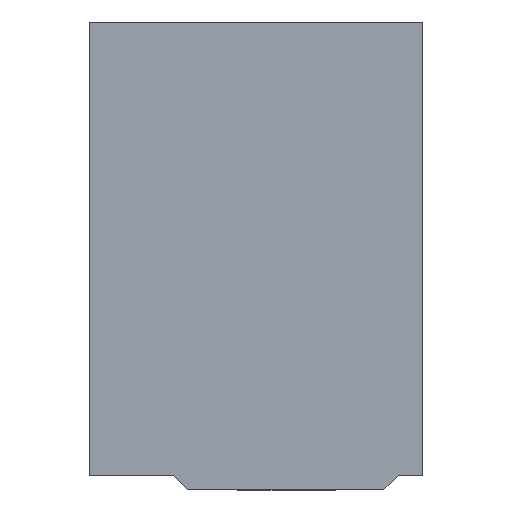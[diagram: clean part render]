
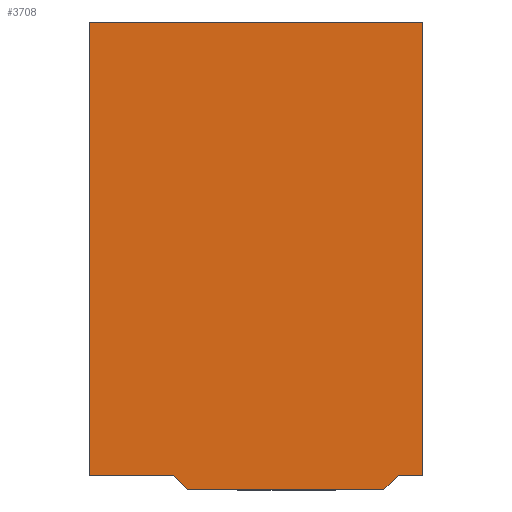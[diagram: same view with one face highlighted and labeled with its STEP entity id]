
A CAD part, front view. The second image highlights one B-rep face of the part: STEP entity #3708.
In plain terms, the highlighted planar face has unit normal (0, -1, 0).
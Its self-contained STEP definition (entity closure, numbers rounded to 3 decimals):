
#217 = LINE ( 'NONE', #4451, #3943 ) ;
#234 = EDGE_LOOP ( 'NONE', ( #3547, #4611, #3834, #1888, #1480, #4407, #1077, #6729 ) ) ;
#467 = CARTESIAN_POINT ( 'NONE',  ( 29.129, 0., -37.82 ) ) ;
#608 = EDGE_CURVE ( 'NONE', #2611, #1893, #3647, .T. ) ;
#674 = LINE ( 'NONE', #7363, #4417 ) ;
#865 = DIRECTION ( 'NONE',  ( -0.707, 0., -0.707 ) ) ;
#913 = EDGE_CURVE ( 'NONE', #1893, #6942, #4706, .T. ) ;
#1001 = CARTESIAN_POINT ( 'NONE',  ( -28.371, 0., 40.38 ) ) ;
#1039 = VERTEX_POINT ( 'NONE', #2989 ) ;
#1064 = DIRECTION ( 'NONE',  ( -1., 0., 0. ) ) ;
#1077 = ORIENTED_EDGE ( 'NONE', *, *, #4707, .F. ) ;
#1381 = CARTESIAN_POINT ( 'NONE',  ( 0., 0., 0. ) ) ;
#1480 = ORIENTED_EDGE ( 'NONE', *, *, #6148, .F. ) ;
#1496 = VERTEX_POINT ( 'NONE', #4373 ) ;
#1527 = DIRECTION ( 'NONE',  ( 1., 0., 0. ) ) ;
#1562 = DIRECTION ( 'NONE',  ( -1., 0., 0. ) ) ;
#1652 = CARTESIAN_POINT ( 'NONE',  ( -28.371, 0., -37.82 ) ) ;
#1888 = ORIENTED_EDGE ( 'NONE', *, *, #6691, .F. ) ;
#1893 = VERTEX_POINT ( 'NONE', #5635 ) ;
#1978 = DIRECTION ( 'NONE',  ( 0., 1., 0. ) ) ;
#2128 = CARTESIAN_POINT ( 'NONE',  ( 24.929, 0., -37.82 ) ) ;
#2191 = LINE ( 'NONE', #3462, #7717 ) ;
#2276 = CARTESIAN_POINT ( 'NONE',  ( -28.371, 0., -37.82 ) ) ;
#2499 = EDGE_CURVE ( 'NONE', #1039, #1496, #3403, .T. ) ;
#2517 = CARTESIAN_POINT ( 'NONE',  ( 22.429, 0., -40.32 ) ) ;
#2611 = VERTEX_POINT ( 'NONE', #6512 ) ;
#2688 = EDGE_CURVE ( 'NONE', #6942, #1039, #217, .T. ) ;
#2989 = CARTESIAN_POINT ( 'NONE',  ( -28.371, 0., 40.38 ) ) ;
#3010 = CARTESIAN_POINT ( 'NONE',  ( -13.871, 0., -37.82 ) ) ;
#3017 = VERTEX_POINT ( 'NONE', #6871 ) ;
#3107 = LINE ( 'NONE', #2517, #5553 ) ;
#3112 = DIRECTION ( 'NONE',  ( -1., 0., 0. ) ) ;
#3207 = PLANE ( 'NONE',  #3755 ) ;
#3403 = LINE ( 'NONE', #1001, #7313 ) ;
#3462 = CARTESIAN_POINT ( 'NONE',  ( 29.129, 0., 40.38 ) ) ;
#3547 = ORIENTED_EDGE ( 'NONE', *, *, #2688, .F. ) ;
#3647 = LINE ( 'NONE', #3010, #4751 ) ;
#3708 = ADVANCED_FACE ( 'NONE', ( #7453 ), #3207, .F. ) ;
#3755 = AXIS2_PLACEMENT_3D ( 'NONE', #1381, #1978, #3894 ) ;
#3834 = ORIENTED_EDGE ( 'NONE', *, *, #608, .F. ) ;
#3894 = DIRECTION ( 'NONE',  ( 0., 0., 1. ) ) ;
#3943 = VECTOR ( 'NONE', #5089, 1000. ) ;
#4373 = CARTESIAN_POINT ( 'NONE',  ( 29.129, 0., 40.38 ) ) ;
#4407 = ORIENTED_EDGE ( 'NONE', *, *, #7598, .F. ) ;
#4417 = VECTOR ( 'NONE', #3112, 1000. ) ;
#4451 = CARTESIAN_POINT ( 'NONE',  ( -28.371, 0., -37.82 ) ) ;
#4584 = LINE ( 'NONE', #467, #4917 ) ;
#4611 = ORIENTED_EDGE ( 'NONE', *, *, #913, .F. ) ;
#4706 = LINE ( 'NONE', #2276, #7047 ) ;
#4707 = EDGE_CURVE ( 'NONE', #1496, #3017, #2191, .T. ) ;
#4751 = VECTOR ( 'NONE', #4762, 1000. ) ;
#4762 = DIRECTION ( 'NONE',  ( -0.707, 0., 0.707 ) ) ;
#4845 = VERTEX_POINT ( 'NONE', #6654 ) ;
#4917 = VECTOR ( 'NONE', #1064, 1000. ) ;
#5089 = DIRECTION ( 'NONE',  ( 0., 0., 1. ) ) ;
#5553 = VECTOR ( 'NONE', #865, 1000. ) ;
#5635 = CARTESIAN_POINT ( 'NONE',  ( -13.871, 0., -37.82 ) ) ;
#5833 = VERTEX_POINT ( 'NONE', #2128 ) ;
#6148 = EDGE_CURVE ( 'NONE', #5833, #4845, #3107, .T. ) ;
#6512 = CARTESIAN_POINT ( 'NONE',  ( -11.371, 0., -40.32 ) ) ;
#6654 = CARTESIAN_POINT ( 'NONE',  ( 22.429, 0., -40.32 ) ) ;
#6691 = EDGE_CURVE ( 'NONE', #4845, #2611, #674, .T. ) ;
#6729 = ORIENTED_EDGE ( 'NONE', *, *, #2499, .F. ) ;
#6871 = CARTESIAN_POINT ( 'NONE',  ( 29.129, 0., -37.82 ) ) ;
#6942 = VERTEX_POINT ( 'NONE', #1652 ) ;
#7047 = VECTOR ( 'NONE', #1562, 1000. ) ;
#7313 = VECTOR ( 'NONE', #1527, 1000. ) ;
#7363 = CARTESIAN_POINT ( 'NONE',  ( -11.371, 0., -40.32 ) ) ;
#7453 = FACE_OUTER_BOUND ( 'NONE', #234, .T. ) ;
#7598 = EDGE_CURVE ( 'NONE', #3017, #5833, #4584, .T. ) ;
#7717 = VECTOR ( 'NONE', #7820, 1000. ) ;
#7820 = DIRECTION ( 'NONE',  ( 0., 0., -1. ) ) ;
